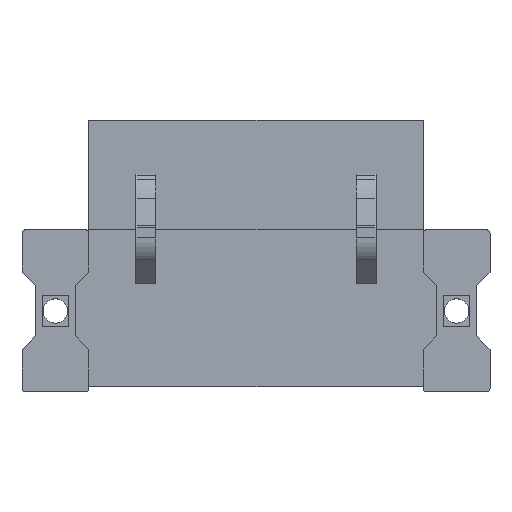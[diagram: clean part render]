
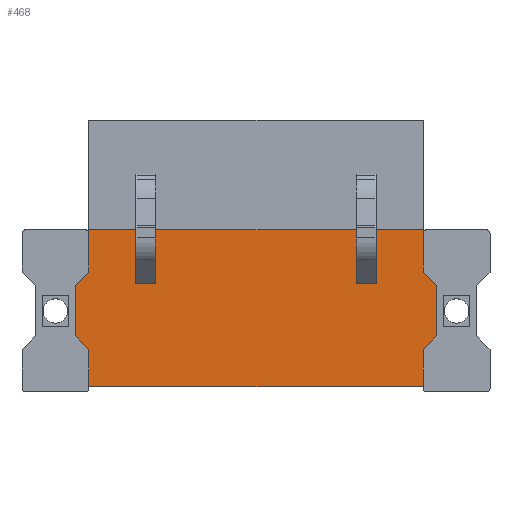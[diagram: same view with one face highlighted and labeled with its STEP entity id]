
A CAD part, top view. The second image highlights one B-rep face of the part: STEP entity #468.
In plain terms, the highlighted planar face has unit normal (0, 0, 1).
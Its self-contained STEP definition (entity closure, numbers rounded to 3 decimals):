
#302=AXIS2_PLACEMENT_3D('Plane Axis2P3D',#299,#300,#301) ;
#49=CARTESIAN_POINT('Vertex',(30.48,0.4,10.95)) ;
#52=CARTESIAN_POINT('Line Origine',(17.78,0.4,10.95)) ;
#56=CARTESIAN_POINT('Vertex',(5.08,0.4,10.95)) ;
#241=CARTESIAN_POINT('Line Origine',(5.08,12.175,10.95)) ;
#245=CARTESIAN_POINT('Vertex',(5.08,12.05,10.95)) ;
#247=CARTESIAN_POINT('Vertex',(5.08,12.3,10.95)) ;
#299=CARTESIAN_POINT('Axis2P3D Location',(5.08,0.4,10.95)) ;
#304=CARTESIAN_POINT('Line Origine',(5.08,10.57,10.95)) ;
#308=CARTESIAN_POINT('Vertex',(5.08,9.09,10.95)) ;
#311=CARTESIAN_POINT('Line Origine',(4.56,8.57,10.95)) ;
#315=CARTESIAN_POINT('Vertex',(4.04,8.05,10.95)) ;
#318=CARTESIAN_POINT('Line Origine',(4.04,6.15,10.95)) ;
#322=CARTESIAN_POINT('Vertex',(4.04,4.25,10.95)) ;
#325=CARTESIAN_POINT('Line Origine',(4.56,3.73,10.95)) ;
#329=CARTESIAN_POINT('Vertex',(5.08,3.21,10.95)) ;
#332=CARTESIAN_POINT('Line Origine',(5.08,1.805,10.95)) ;
#337=CARTESIAN_POINT('Line Origine',(30.48,1.805,10.95)) ;
#341=CARTESIAN_POINT('Vertex',(30.48,3.21,10.95)) ;
#344=CARTESIAN_POINT('Line Origine',(31.,3.73,10.95)) ;
#348=CARTESIAN_POINT('Vertex',(31.52,4.25,10.95)) ;
#351=CARTESIAN_POINT('Line Origine',(31.52,6.15,10.95)) ;
#355=CARTESIAN_POINT('Vertex',(31.52,8.05,10.95)) ;
#358=CARTESIAN_POINT('Line Origine',(31.,8.57,10.95)) ;
#362=CARTESIAN_POINT('Vertex',(30.48,9.09,10.95)) ;
#365=CARTESIAN_POINT('Line Origine',(30.48,10.57,10.95)) ;
#369=CARTESIAN_POINT('Vertex',(30.48,12.05,10.95)) ;
#372=CARTESIAN_POINT('Line Origine',(30.48,12.175,10.95)) ;
#376=CARTESIAN_POINT('Vertex',(30.48,12.3,10.95)) ;
#379=CARTESIAN_POINT('Line Origine',(17.78,12.3,10.95)) ;
#400=CARTESIAN_POINT('Line Origine',(26.15,12.269,10.95)) ;
#404=CARTESIAN_POINT('Vertex',(26.9,12.269,10.95)) ;
#406=CARTESIAN_POINT('Vertex',(25.4,12.269,10.95)) ;
#409=CARTESIAN_POINT('Line Origine',(26.9,10.234,10.95)) ;
#413=CARTESIAN_POINT('Vertex',(26.9,8.2,10.95)) ;
#416=CARTESIAN_POINT('Line Origine',(26.15,8.2,10.95)) ;
#420=CARTESIAN_POINT('Vertex',(25.4,8.2,10.95)) ;
#423=CARTESIAN_POINT('Line Origine',(25.4,10.234,10.95)) ;
#434=CARTESIAN_POINT('Line Origine',(10.16,10.234,10.95)) ;
#438=CARTESIAN_POINT('Vertex',(10.16,12.269,10.95)) ;
#440=CARTESIAN_POINT('Vertex',(10.16,8.2,10.95)) ;
#443=CARTESIAN_POINT('Line Origine',(9.41,8.2,10.95)) ;
#447=CARTESIAN_POINT('Vertex',(8.66,8.2,10.95)) ;
#450=CARTESIAN_POINT('Line Origine',(8.66,10.234,10.95)) ;
#454=CARTESIAN_POINT('Vertex',(8.66,12.269,10.95)) ;
#457=CARTESIAN_POINT('Line Origine',(9.41,12.269,10.95)) ;
#53=DIRECTION('Vector Direction',(1.,0.,0.)) ;
#242=DIRECTION('Vector Direction',(0.,1.,0.)) ;
#300=DIRECTION('Axis2P3D Direction',(0.,0.,1.)) ;
#301=DIRECTION('Axis2P3D XDirection',(1.,0.,0.)) ;
#305=DIRECTION('Vector Direction',(0.,1.,0.)) ;
#312=DIRECTION('Vector Direction',(-0.707,-0.707,0.)) ;
#319=DIRECTION('Vector Direction',(0.,-1.,0.)) ;
#326=DIRECTION('Vector Direction',(0.707,-0.707,0.)) ;
#333=DIRECTION('Vector Direction',(0.,1.,0.)) ;
#338=DIRECTION('Vector Direction',(0.,1.,0.)) ;
#345=DIRECTION('Vector Direction',(-0.707,-0.707,0.)) ;
#352=DIRECTION('Vector Direction',(0.,-1.,0.)) ;
#359=DIRECTION('Vector Direction',(0.707,-0.707,0.)) ;
#366=DIRECTION('Vector Direction',(0.,1.,0.)) ;
#373=DIRECTION('Vector Direction',(0.,1.,0.)) ;
#380=DIRECTION('Vector Direction',(1.,0.,0.)) ;
#401=DIRECTION('Vector Direction',(1.,0.,0.)) ;
#410=DIRECTION('Vector Direction',(0.,1.,0.)) ;
#417=DIRECTION('Vector Direction',(1.,0.,0.)) ;
#424=DIRECTION('Vector Direction',(0.,1.,0.)) ;
#435=DIRECTION('Vector Direction',(0.,1.,0.)) ;
#444=DIRECTION('Vector Direction',(1.,0.,0.)) ;
#451=DIRECTION('Vector Direction',(0.,1.,0.)) ;
#458=DIRECTION('Vector Direction',(1.,0.,0.)) ;
#54=VECTOR('Line Direction',#53,1.) ;
#243=VECTOR('Line Direction',#242,1.) ;
#306=VECTOR('Line Direction',#305,1.) ;
#313=VECTOR('Line Direction',#312,1.) ;
#320=VECTOR('Line Direction',#319,1.) ;
#327=VECTOR('Line Direction',#326,1.) ;
#334=VECTOR('Line Direction',#333,1.) ;
#339=VECTOR('Line Direction',#338,1.) ;
#346=VECTOR('Line Direction',#345,1.) ;
#353=VECTOR('Line Direction',#352,1.) ;
#360=VECTOR('Line Direction',#359,1.) ;
#367=VECTOR('Line Direction',#366,1.) ;
#374=VECTOR('Line Direction',#373,1.) ;
#381=VECTOR('Line Direction',#380,1.) ;
#402=VECTOR('Line Direction',#401,1.) ;
#411=VECTOR('Line Direction',#410,1.) ;
#418=VECTOR('Line Direction',#417,1.) ;
#425=VECTOR('Line Direction',#424,1.) ;
#436=VECTOR('Line Direction',#435,1.) ;
#445=VECTOR('Line Direction',#444,1.) ;
#452=VECTOR('Line Direction',#451,1.) ;
#459=VECTOR('Line Direction',#458,1.) ;
#385=ORIENTED_EDGE('',*,*,#249,.F.) ;
#386=ORIENTED_EDGE('',*,*,#310,.F.) ;
#387=ORIENTED_EDGE('',*,*,#317,.T.) ;
#388=ORIENTED_EDGE('',*,*,#324,.T.) ;
#389=ORIENTED_EDGE('',*,*,#331,.T.) ;
#390=ORIENTED_EDGE('',*,*,#336,.F.) ;
#391=ORIENTED_EDGE('',*,*,#58,.F.) ;
#392=ORIENTED_EDGE('',*,*,#343,.T.) ;
#393=ORIENTED_EDGE('',*,*,#350,.F.) ;
#394=ORIENTED_EDGE('',*,*,#357,.F.) ;
#395=ORIENTED_EDGE('',*,*,#364,.F.) ;
#396=ORIENTED_EDGE('',*,*,#371,.T.) ;
#397=ORIENTED_EDGE('',*,*,#378,.T.) ;
#398=ORIENTED_EDGE('',*,*,#383,.F.) ;
#429=ORIENTED_EDGE('',*,*,#408,.F.) ;
#430=ORIENTED_EDGE('',*,*,#415,.T.) ;
#431=ORIENTED_EDGE('',*,*,#422,.T.) ;
#432=ORIENTED_EDGE('',*,*,#427,.F.) ;
#463=ORIENTED_EDGE('',*,*,#442,.T.) ;
#464=ORIENTED_EDGE('',*,*,#449,.F.) ;
#465=ORIENTED_EDGE('',*,*,#456,.F.) ;
#466=ORIENTED_EDGE('',*,*,#461,.T.) ;
#433=FACE_BOUND('',#428,.T.) ;
#467=FACE_BOUND('',#462,.T.) ;
#468=ADVANCED_FACE('BLL5.08/05/90FI 3.2SN OR 1843780000',(#399,#433,#467),#303,.T.) ;
#58=EDGE_CURVE('',#50,#57,#55,.F.) ;
#249=EDGE_CURVE('',#246,#248,#244,.T.) ;
#310=EDGE_CURVE('',#309,#246,#307,.T.) ;
#317=EDGE_CURVE('',#309,#316,#314,.T.) ;
#324=EDGE_CURVE('',#316,#323,#321,.T.) ;
#331=EDGE_CURVE('',#323,#330,#328,.T.) ;
#336=EDGE_CURVE('',#57,#330,#335,.T.) ;
#343=EDGE_CURVE('',#50,#342,#340,.T.) ;
#350=EDGE_CURVE('',#349,#342,#347,.T.) ;
#357=EDGE_CURVE('',#356,#349,#354,.T.) ;
#364=EDGE_CURVE('',#363,#356,#361,.T.) ;
#371=EDGE_CURVE('',#363,#370,#368,.T.) ;
#378=EDGE_CURVE('',#370,#377,#375,.T.) ;
#383=EDGE_CURVE('',#248,#377,#382,.T.) ;
#408=EDGE_CURVE('',#405,#407,#403,.F.) ;
#415=EDGE_CURVE('',#405,#414,#412,.F.) ;
#422=EDGE_CURVE('',#414,#421,#419,.F.) ;
#427=EDGE_CURVE('',#407,#421,#426,.F.) ;
#442=EDGE_CURVE('',#439,#441,#437,.F.) ;
#449=EDGE_CURVE('',#448,#441,#446,.T.) ;
#456=EDGE_CURVE('',#455,#448,#453,.F.) ;
#461=EDGE_CURVE('',#455,#439,#460,.T.) ;
#384=EDGE_LOOP('',(#385,#386,#387,#388,#389,#390,#391,#392,#393,#394,#395,#396,#397,#398)) ;
#428=EDGE_LOOP('',(#429,#430,#431,#432)) ;
#462=EDGE_LOOP('',(#463,#464,#465,#466)) ;
#399=FACE_OUTER_BOUND('',#384,.T.) ;
#55=LINE('Line',#52,#54) ;
#244=LINE('Line',#241,#243) ;
#307=LINE('Line',#304,#306) ;
#314=LINE('Line',#311,#313) ;
#321=LINE('Line',#318,#320) ;
#328=LINE('Line',#325,#327) ;
#335=LINE('Line',#332,#334) ;
#340=LINE('Line',#337,#339) ;
#347=LINE('Line',#344,#346) ;
#354=LINE('Line',#351,#353) ;
#361=LINE('Line',#358,#360) ;
#368=LINE('Line',#365,#367) ;
#375=LINE('Line',#372,#374) ;
#382=LINE('Line',#379,#381) ;
#403=LINE('Line',#400,#402) ;
#412=LINE('Line',#409,#411) ;
#419=LINE('Line',#416,#418) ;
#426=LINE('Line',#423,#425) ;
#437=LINE('Line',#434,#436) ;
#446=LINE('Line',#443,#445) ;
#453=LINE('Line',#450,#452) ;
#460=LINE('Line',#457,#459) ;
#303=PLANE('',#302) ;
#50=VERTEX_POINT('',#49) ;
#57=VERTEX_POINT('',#56) ;
#246=VERTEX_POINT('',#245) ;
#248=VERTEX_POINT('',#247) ;
#309=VERTEX_POINT('',#308) ;
#316=VERTEX_POINT('',#315) ;
#323=VERTEX_POINT('',#322) ;
#330=VERTEX_POINT('',#329) ;
#342=VERTEX_POINT('',#341) ;
#349=VERTEX_POINT('',#348) ;
#356=VERTEX_POINT('',#355) ;
#363=VERTEX_POINT('',#362) ;
#370=VERTEX_POINT('',#369) ;
#377=VERTEX_POINT('',#376) ;
#405=VERTEX_POINT('',#404) ;
#407=VERTEX_POINT('',#406) ;
#414=VERTEX_POINT('',#413) ;
#421=VERTEX_POINT('',#420) ;
#439=VERTEX_POINT('',#438) ;
#441=VERTEX_POINT('',#440) ;
#448=VERTEX_POINT('',#447) ;
#455=VERTEX_POINT('',#454) ;
